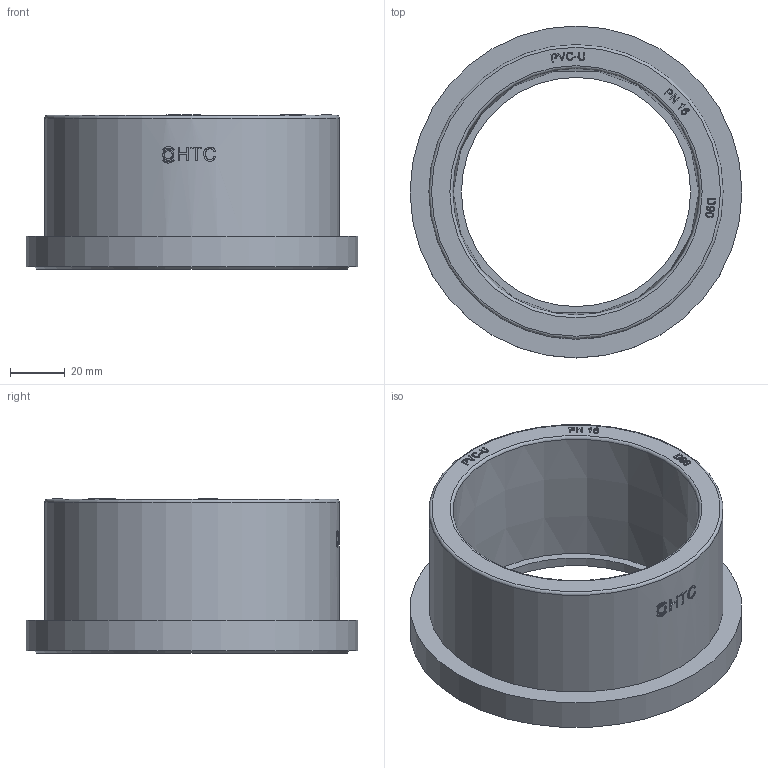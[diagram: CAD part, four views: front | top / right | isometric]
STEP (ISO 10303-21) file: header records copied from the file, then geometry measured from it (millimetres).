
FILE_DESCRIPTION(/* description */ (''),/* implementation_level */ '2;1');
FILE_NAME(/* name */ '法兰内套90.stp',/* time_stamp */ '2025-01-13T08:17:16+08:00',/* author */ (''),/* organization */ (''),/* preprocessor_version */ 'ST-DEVELOPER v16',/* originating_system */ 'SIEMENS PLM Software NX 10.0',/* authorisation */ '');
FILE_SCHEMA (('AUTOMOTIVE_DESIGN { 1 0 10303 214 3 1 1 1 }'));
Length unit declared in the file: millimetre
Products named in the file (1): gelv10BC33B20360
Bounding box: 121.8 x 121.8 x 56.75 mm (x, y, z)
Volume: 186010.1 mm3; surface area: 47929.2 mm2
Topology: 1 solids, 1 shells, 221 faces, 560 edges, 376 vertices
Faces by surface type: plane 95, extrusion 91, bspline 14, cylinder 10, cone 9, torus 2
Full cylindrical faces by diameter (mm): 84.1 x1, 108 x1, 121.8 x1
Entity records: 8821 total; most frequent: CARTESIAN_POINT 4155, ORIENTED_EDGE 1068, DIRECTION 617, EDGE_CURVE 534, B_SPLINE_CURVE_WITH_KNOTS 385, VERTEX_POINT 366, EDGE_LOOP 274, VECTOR 267
